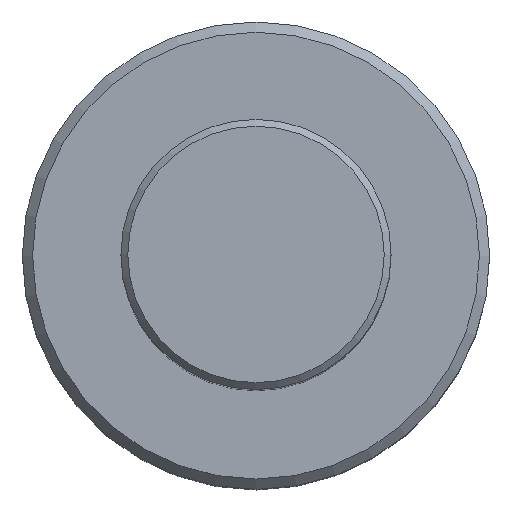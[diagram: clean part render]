
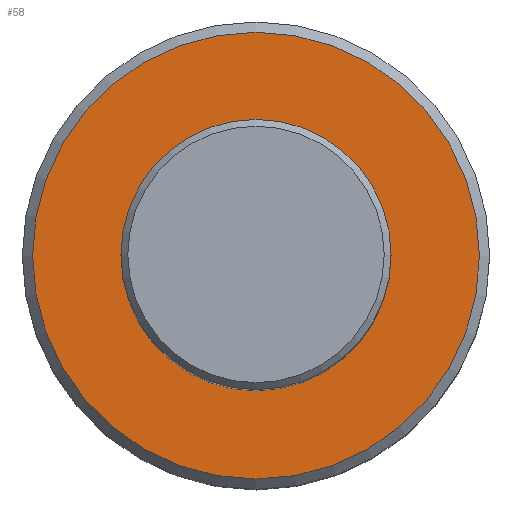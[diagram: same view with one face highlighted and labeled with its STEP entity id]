
A CAD part, top view. The second image highlights one B-rep face of the part: STEP entity #58.
In plain terms, the highlighted planar face has unit normal (0, 0, 1).
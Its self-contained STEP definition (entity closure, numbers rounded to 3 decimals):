
#44=PLANE('',#266);
#58=ADVANCED_FACE('',(#87,#88),#44,.T.);
#87=FACE_BOUND('',#118,.T.);
#88=FACE_BOUND('',#119,.T.);
#118=EDGE_LOOP('',(#150));
#119=EDGE_LOOP('',(#151));
#150=ORIENTED_EDGE('',*,*,#191,.T.);
#151=ORIENTED_EDGE('',*,*,#190,.F.);
#174=VERTEX_POINT('',#387);
#175=VERTEX_POINT('',#390);
#190=EDGE_CURVE('',#174,#174,#206,.T.);
#191=EDGE_CURVE('',#175,#175,#207,.T.);
#206=CIRCLE('',#263,16.535);
#207=CIRCLE('',#265,9.999);
#263=AXIS2_PLACEMENT_3D('',#386,#321,#322);
#265=AXIS2_PLACEMENT_3D('',#389,#325,#326);
#266=AXIS2_PLACEMENT_3D('',#391,#327,#328);
#321=DIRECTION('',(0.,0.,-1.));
#322=DIRECTION('',(-1.,0.,0.));
#325=DIRECTION('',(0.,0.,-1.));
#326=DIRECTION('',(-1.,0.,0.));
#327=DIRECTION('',(0.,0.,1.));
#328=DIRECTION('',(1.,0.,0.));
#386=CARTESIAN_POINT('',(0.,0.,-50.8));
#387=CARTESIAN_POINT('',(-16.535,0.,-50.8));
#389=CARTESIAN_POINT('',(0.,0.,-50.8));
#390=CARTESIAN_POINT('',(-9.999,0.,-50.8));
#391=CARTESIAN_POINT('',(16.533,0.289,-50.8));
